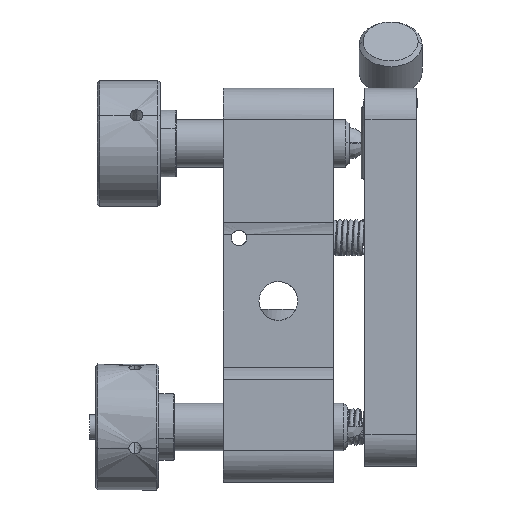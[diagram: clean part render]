
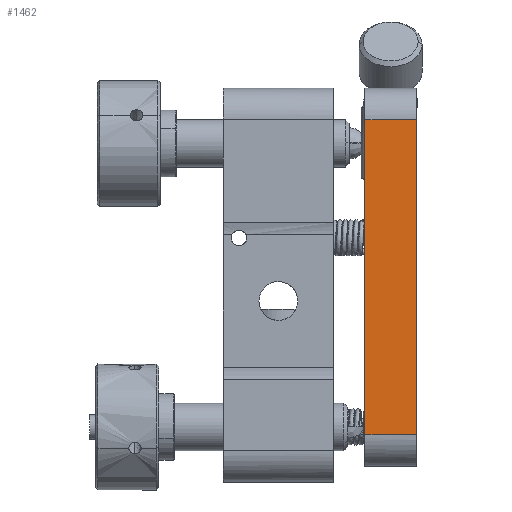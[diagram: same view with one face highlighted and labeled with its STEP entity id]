
A CAD part, left-side view. The second image highlights one B-rep face of the part: STEP entity #1462.
In plain terms, the highlighted free-form (B-spline) face has degree [1, 1] with [2, 2] control points.
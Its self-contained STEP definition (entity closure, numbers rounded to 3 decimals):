
#1462=ADVANCED_FACE('',(#2484),#37555,.T.);
#2484=FACE_OUTER_BOUND('',#3568,.T.);
#3568=EDGE_LOOP('',(#7591,#7592,#7593,#7594));
#7591=ORIENTED_EDGE('',*,*,#32387,.F.);
#7592=ORIENTED_EDGE('',*,*,#32526,.T.);
#7593=ORIENTED_EDGE('',*,*,#32325,.F.);
#7594=ORIENTED_EDGE('',*,*,#32525,.F.);
#12799=PCURVE('',#37519,#18405);
#12868=PCURVE('',#37521,#18474);
#13194=PCURVE('',#37835,#18800);
#13197=PCURVE('',#37555,#18803);
#13198=PCURVE('',#37555,#18804);
#13199=PCURVE('',#37555,#18805);
#13200=PCURVE('',#37555,#18806);
#13204=PCURVE('',#37836,#18810);
#18405=DEFINITIONAL_REPRESENTATION('',(#25245),#124784);
#18474=DEFINITIONAL_REPRESENTATION('',(#25316),#124784);
#18800=DEFINITIONAL_REPRESENTATION('',(#25649),#124784);
#18803=DEFINITIONAL_REPRESENTATION('',(#25652),#124784);
#18804=DEFINITIONAL_REPRESENTATION('',(#25654),#124784);
#18805=DEFINITIONAL_REPRESENTATION('',(#25655),#124784);
#18806=DEFINITIONAL_REPRESENTATION('',(#25656),#124784);
#18810=DEFINITIONAL_REPRESENTATION('',(#25660),#124784);
#25244=B_SPLINE_CURVE_WITH_KNOTS('',1,(#57532,#57533),.UNSPECIFIED.,.F.,
 .F.,(2,2),(-40.,0.),.UNSPECIFIED.);
#25245=B_SPLINE_CURVE_WITH_KNOTS('',1,(#57534,#57535),.UNSPECIFIED.,.F.,
 .F.,(2,2),(-40.,0.),.UNSPECIFIED.);
#25315=B_SPLINE_CURVE_WITH_KNOTS('',1,(#57910,#57911),.UNSPECIFIED.,.F.,
 .F.,(2,2),(-40.,0.),.UNSPECIFIED.);
#25316=B_SPLINE_CURVE_WITH_KNOTS('',1,(#57912,#57913),.UNSPECIFIED.,.F.,
 .F.,(2,2),(-40.,0.),.UNSPECIFIED.);
#25649=B_SPLINE_CURVE_WITH_KNOTS('',1,(#59076,#59077),.UNSPECIFIED.,.F.,
 .F.,(2,2),(-6.5,0.),.UNSPECIFIED.);
#25652=B_SPLINE_CURVE_WITH_KNOTS('',1,(#59082,#59083),.UNSPECIFIED.,.F.,
 .F.,(2,2),(-40.,0.),.UNSPECIFIED.);
#25653=B_SPLINE_CURVE_WITH_KNOTS('',1,(#59084,#59085),.UNSPECIFIED.,.F.,
 .F.,(2,2),(-6.5,0.),.UNSPECIFIED.);
#25654=B_SPLINE_CURVE_WITH_KNOTS('',1,(#59086,#59087),.UNSPECIFIED.,.F.,
 .F.,(2,2),(-6.5,0.),.UNSPECIFIED.);
#25655=B_SPLINE_CURVE_WITH_KNOTS('',1,(#59088,#59089),.UNSPECIFIED.,.F.,
 .F.,(2,2),(-40.,0.),.UNSPECIFIED.);
#25656=B_SPLINE_CURVE_WITH_KNOTS('',1,(#59090,#59091),.UNSPECIFIED.,.F.,
 .F.,(2,2),(-6.5,0.),.UNSPECIFIED.);
#25660=B_SPLINE_CURVE_WITH_KNOTS('',1,(#59100,#59101),.UNSPECIFIED.,.F.,
 .F.,(2,2),(-6.5,0.),.UNSPECIFIED.);
#29417=SURFACE_CURVE('',#25244,(#12799,#13199),.PCURVE_S1.);
#29479=SURFACE_CURVE('',#25315,(#12868,#13197),.PCURVE_S1.);
#29617=SURFACE_CURVE('',#34190,(#13194,#13200),.PCURVE_S1.);
#29618=SURFACE_CURVE('',#25653,(#13198,#13204),.PCURVE_S1.);
#32325=EDGE_CURVE('',#36199,#36200,#29417,.T.);
#32387=EDGE_CURVE('',#36257,#36258,#29479,.T.);
#32525=EDGE_CURVE('',#36258,#36199,#29617,.T.);
#32526=EDGE_CURVE('',#36257,#36200,#29618,.T.);
#34190=(
BOUNDED_CURVE()
B_SPLINE_CURVE(1,(#59074,#59075),.UNSPECIFIED.,.F.,.F.)
B_SPLINE_CURVE_WITH_KNOTS((2,2),(-6.5,0.),.UNSPECIFIED.)
CURVE()
GEOMETRIC_REPRESENTATION_ITEM()
RATIONAL_B_SPLINE_CURVE((1.,1.))
REPRESENTATION_ITEM('')
);
#36199=VERTEX_POINT('',#57265);
#36200=VERTEX_POINT('',#57266);
#36257=VERTEX_POINT('',#57323);
#36258=VERTEX_POINT('',#57324);
#37519=B_SPLINE_SURFACE_WITH_KNOTS('',1,1,((#56472,#56473),(#56474,#56475)),
 .UNSPECIFIED.,.F.,.F.,.F.,(2,2),(2,2),(-57.84,0.),
(0.,57.84),.UNSPECIFIED.);
#37521=B_SPLINE_SURFACE_WITH_KNOTS('',1,1,((#56498,#56499),(#56500,#56501)),
 .UNSPECIFIED.,.F.,.F.,.F.,(2,2),(2,2),(0.,57.84),(0.,
57.84),.UNSPECIFIED.);
#37555=B_SPLINE_SURFACE_WITH_KNOTS('',1,1,((#57166,#57167),(#57168,#57169)),
 .UNSPECIFIED.,.F.,.F.,.F.,(2,2),(2,2),(0.,48.24),(-8.04,
0.),.UNSPECIFIED.);
#37835=(
BOUNDED_SURFACE()
B_SPLINE_SURFACE(2,1,((#57148,#57149),(#57150,#57151),(#57152,#57153),(#57154,
#57155),(#57156,#57157),(#57158,#57159),(#57160,#57161),(#57162,#57163),
(#57164,#57165)),.UNSPECIFIED.,.T.,.F.,.F.)
B_SPLINE_SURFACE_WITH_KNOTS((3,2,2,2,3),(2,2),(0.,1.571,3.142,
4.712,6.283),(0.,8.04),.UNSPECIFIED.)
GEOMETRIC_REPRESENTATION_ITEM()
RATIONAL_B_SPLINE_SURFACE(((1.,1.),(0.707,0.707),
(1.,1.),(0.707,0.707),(1.,1.),(0.707,
0.707),(1.,1.),(0.707,0.707),(1.,1.)))
REPRESENTATION_ITEM('')
SURFACE()
);
#37836=(
BOUNDED_SURFACE()
B_SPLINE_SURFACE(2,1,((#57170,#57171),(#57172,#57173),(#57174,#57175),(#57176,
#57177),(#57178,#57179),(#57180,#57181),(#57182,#57183),(#57184,#57185),
(#57186,#57187)),.UNSPECIFIED.,.T.,.F.,.F.)
B_SPLINE_SURFACE_WITH_KNOTS((3,2,2,2,3),(2,2),(0.,1.571,3.142,
4.712,6.283),(0.,8.04),.UNSPECIFIED.)
GEOMETRIC_REPRESENTATION_ITEM()
RATIONAL_B_SPLINE_SURFACE(((1.,1.),(0.707,0.707),
(1.,1.),(0.707,0.707),(1.,1.),(0.707,
0.707),(1.,1.),(0.707,0.707),(1.,1.)))
REPRESENTATION_ITEM('')
SURFACE()
);
#56472=CARTESIAN_POINT('',(-4.555,-98.27,35.66));
#56473=CARTESIAN_POINT('',(-4.555,-40.43,35.66));
#56474=CARTESIAN_POINT('',(-62.395,-98.27,35.66));
#56475=CARTESIAN_POINT('',(-62.395,-40.43,35.66));
#56498=CARTESIAN_POINT('',(-62.395,-98.27,42.16));
#56499=CARTESIAN_POINT('',(-62.395,-40.43,42.16));
#56500=CARTESIAN_POINT('',(-4.555,-98.27,42.16));
#56501=CARTESIAN_POINT('',(-4.555,-40.43,42.16));
#57148=CARTESIAN_POINT('',(-13.475,-53.35,34.89));
#57149=CARTESIAN_POINT('',(-13.475,-53.35,42.93));
#57150=CARTESIAN_POINT('',(-9.475,-53.35,34.89));
#57151=CARTESIAN_POINT('',(-9.475,-53.35,42.93));
#57152=CARTESIAN_POINT('',(-9.475,-49.35,34.89));
#57153=CARTESIAN_POINT('',(-9.475,-49.35,42.93));
#57154=CARTESIAN_POINT('',(-9.475,-45.35,34.89));
#57155=CARTESIAN_POINT('',(-9.475,-45.35,42.93));
#57156=CARTESIAN_POINT('',(-13.475,-45.35,34.89));
#57157=CARTESIAN_POINT('',(-13.475,-45.35,42.93));
#57158=CARTESIAN_POINT('',(-17.475,-45.35,34.89));
#57159=CARTESIAN_POINT('',(-17.475,-45.35,42.93));
#57160=CARTESIAN_POINT('',(-17.475,-49.35,34.89));
#57161=CARTESIAN_POINT('',(-17.475,-49.35,42.93));
#57162=CARTESIAN_POINT('',(-17.475,-53.35,34.89));
#57163=CARTESIAN_POINT('',(-17.475,-53.35,42.93));
#57164=CARTESIAN_POINT('',(-13.475,-53.35,34.89));
#57165=CARTESIAN_POINT('',(-13.475,-53.35,42.93));
#57166=CARTESIAN_POINT('',(-9.475,-93.47,34.89));
#57167=CARTESIAN_POINT('',(-9.475,-93.47,42.93));
#57168=CARTESIAN_POINT('',(-9.475,-45.23,34.89));
#57169=CARTESIAN_POINT('',(-9.475,-45.23,42.93));
#57170=CARTESIAN_POINT('',(-13.475,-85.35,34.89));
#57171=CARTESIAN_POINT('',(-13.475,-85.35,42.93));
#57172=CARTESIAN_POINT('',(-17.475,-85.35,34.89));
#57173=CARTESIAN_POINT('',(-17.475,-85.35,42.93));
#57174=CARTESIAN_POINT('',(-17.475,-89.35,34.89));
#57175=CARTESIAN_POINT('',(-17.475,-89.35,42.93));
#57176=CARTESIAN_POINT('',(-17.475,-93.35,34.89));
#57177=CARTESIAN_POINT('',(-17.475,-93.35,42.93));
#57178=CARTESIAN_POINT('',(-13.475,-93.35,34.89));
#57179=CARTESIAN_POINT('',(-13.475,-93.35,42.93));
#57180=CARTESIAN_POINT('',(-9.475,-93.35,34.89));
#57181=CARTESIAN_POINT('',(-9.475,-93.35,42.93));
#57182=CARTESIAN_POINT('',(-9.475,-89.35,34.89));
#57183=CARTESIAN_POINT('',(-9.475,-89.35,42.93));
#57184=CARTESIAN_POINT('',(-9.475,-85.35,34.89));
#57185=CARTESIAN_POINT('',(-9.475,-85.35,42.93));
#57186=CARTESIAN_POINT('',(-13.475,-85.35,34.89));
#57187=CARTESIAN_POINT('',(-13.475,-85.35,42.93));
#57265=CARTESIAN_POINT('',(-9.475,-49.35,35.66));
#57266=CARTESIAN_POINT('',(-9.475,-89.35,35.66));
#57323=CARTESIAN_POINT('',(-9.475,-89.35,42.16));
#57324=CARTESIAN_POINT('',(-9.475,-49.35,42.16));
#57532=CARTESIAN_POINT('',(-9.475,-49.35,35.66));
#57533=CARTESIAN_POINT('',(-9.475,-89.35,35.66));
#57534=CARTESIAN_POINT('',(-52.92,48.92));
#57535=CARTESIAN_POINT('',(-52.92,8.92));
#57910=CARTESIAN_POINT('',(-9.475,-89.35,42.16));
#57911=CARTESIAN_POINT('',(-9.475,-49.35,42.16));
#57912=CARTESIAN_POINT('',(52.92,8.92));
#57913=CARTESIAN_POINT('',(52.92,48.92));
#59074=CARTESIAN_POINT('',(-9.475,-49.35,42.16));
#59075=CARTESIAN_POINT('',(-9.475,-49.35,35.66));
#59076=CARTESIAN_POINT('',(1.571,7.27));
#59077=CARTESIAN_POINT('',(1.571,0.77));
#59082=CARTESIAN_POINT('',(4.12,-0.77));
#59083=CARTESIAN_POINT('',(44.12,-0.77));
#59084=CARTESIAN_POINT('',(-9.475,-89.35,42.16));
#59085=CARTESIAN_POINT('',(-9.475,-89.35,35.66));
#59086=CARTESIAN_POINT('',(4.12,-0.77));
#59087=CARTESIAN_POINT('',(4.12,-7.27));
#59088=CARTESIAN_POINT('',(44.12,-7.27));
#59089=CARTESIAN_POINT('',(4.12,-7.27));
#59090=CARTESIAN_POINT('',(44.12,-0.77));
#59091=CARTESIAN_POINT('',(44.12,-7.27));
#59100=CARTESIAN_POINT('',(4.712,7.27));
#59101=CARTESIAN_POINT('',(4.712,0.77));
#124784=(
GEOMETRIC_REPRESENTATION_CONTEXT(2)
PARAMETRIC_REPRESENTATION_CONTEXT()
REPRESENTATION_CONTEXT('pspace','')
);
